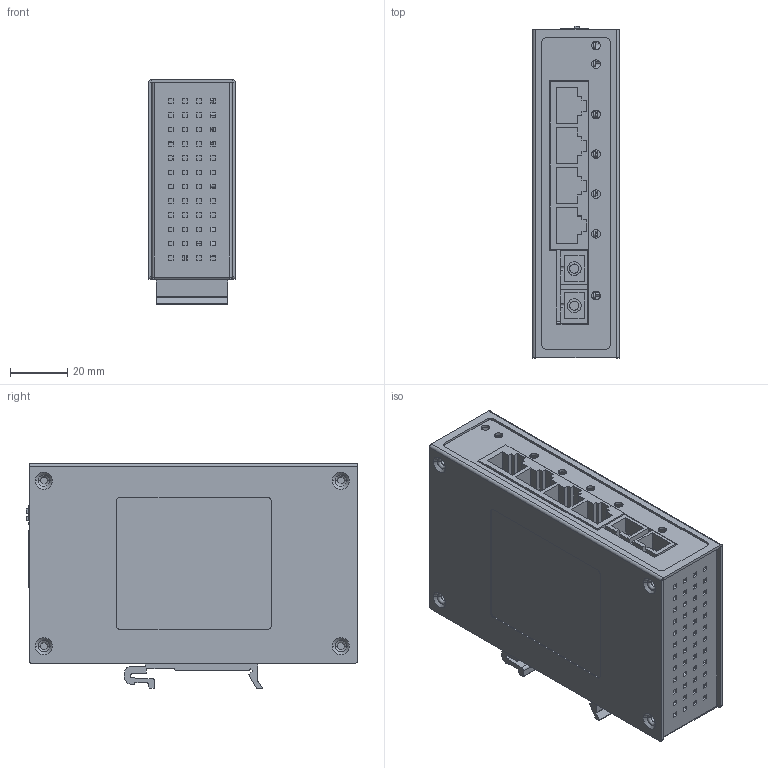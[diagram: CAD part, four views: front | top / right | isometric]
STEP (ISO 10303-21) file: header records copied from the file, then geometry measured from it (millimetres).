
FILE_DESCRIPTION((''),'2;1');
FILE_NAME('EDS-205A-S-SC','2010-08-17T',('Chialu_Chang'),(''),'PRO/ENGINEER BY PARAMETRIC TECHNOLOGY CORPORATION, 2004440','PRO/ENGINEER BY PARAMETRIC TECHNOLOGY CORPORATION, 2004440','');
FILE_SCHEMA(('CONFIG_CONTROL_DESIGN'));
Length unit declared in the file: millimetre
Products named in the file (1): EDS-205A-S-SC
Bounding box: 30.3 x 116.2 x 78.8 mm (x, y, z)
Surface area: 104617.4 mm2 (no closed solid volume)
Topology: 0 solids, 45 shells, 1454 faces, 3728 edges, 2434 vertices
Faces by surface type: plane 928, cylinder 406, torus 64, cone 56
Entity records: 44498 total; most frequent: DIRECTION 7776, CARTESIAN_POINT 7760, ORIENTED_EDGE 7416, EDGE_CURVE 3720, AXIS2_PLACEMENT_3D 2618, VECTOR 2540, LINE 2540, VERTEX_POINT 2434
